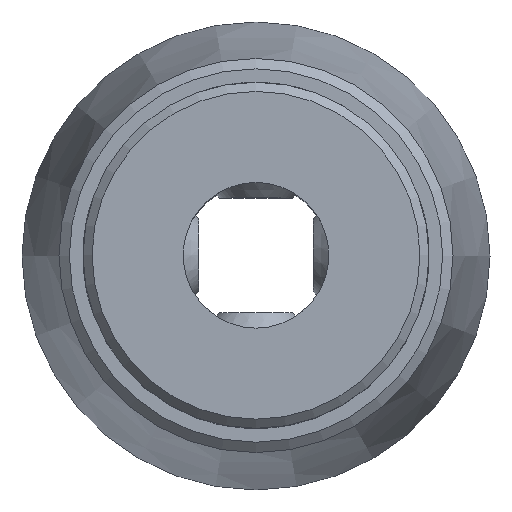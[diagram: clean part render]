
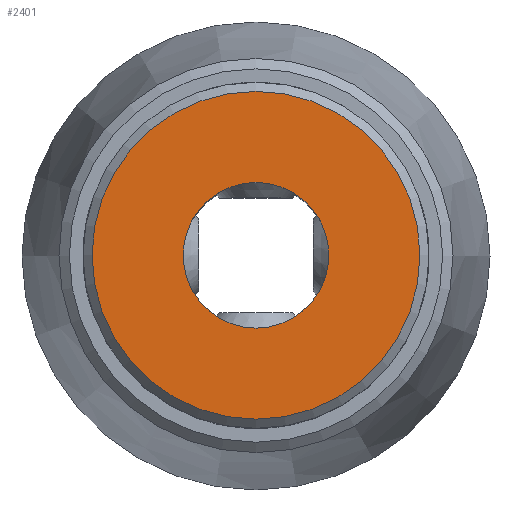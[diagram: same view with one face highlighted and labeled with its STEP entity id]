
A CAD part, top view. The second image highlights one B-rep face of the part: STEP entity #2401.
In plain terms, the highlighted planar face has unit normal (0, 0, 1).
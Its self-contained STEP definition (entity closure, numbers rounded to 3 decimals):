
#235=PLANE('',#2545);
#451=ORIENTED_EDGE('',*,*,#785,.T.);
#452=ORIENTED_EDGE('',*,*,#860,.T.);
#785=EDGE_CURVE('',#1002,#1002,#1155,.T.);
#860=EDGE_CURVE('',#1057,#1057,#1180,.F.);
#1002=VERTEX_POINT('',#3142);
#1057=VERTEX_POINT('',#3488);
#1155=CIRCLE('',#2493,4.);
#1180=CIRCLE('',#2546,9.);
#1270=EDGE_LOOP('',(#451));
#1271=EDGE_LOOP('',(#452));
#1430=FACE_BOUND('',#1270,.T.);
#1431=FACE_BOUND('',#1271,.T.);
#2401=ADVANCED_FACE('',(#1430,#1431),#235,.F.);
#2493=AXIS2_PLACEMENT_3D('',#3141,#2681,#2682);
#2545=AXIS2_PLACEMENT_3D('',#3486,#2803,#2804);
#2546=AXIS2_PLACEMENT_3D('',#3487,#2805,#2806);
#2681=DIRECTION('',(0.,0.,-1.));
#2682=DIRECTION('',(-1.,0.,0.));
#2803=DIRECTION('',(0.,0.,-1.));
#2804=DIRECTION('',(-1.,0.,0.));
#2805=DIRECTION('',(0.,0.,-1.));
#2806=DIRECTION('',(-1.,0.,0.));
#3141=CARTESIAN_POINT('',(0.,0.,32.));
#3142=CARTESIAN_POINT('',(-4.,0.,32.));
#3486=CARTESIAN_POINT('',(9.5,0.,32.));
#3487=CARTESIAN_POINT('',(0.,0.,32.));
#3488=CARTESIAN_POINT('',(-9.,0.,32.));
